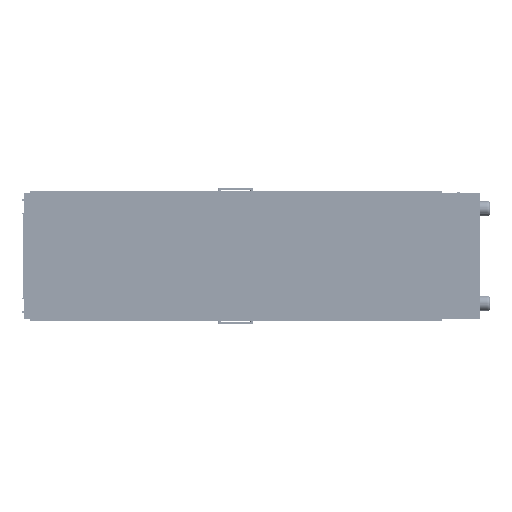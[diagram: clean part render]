
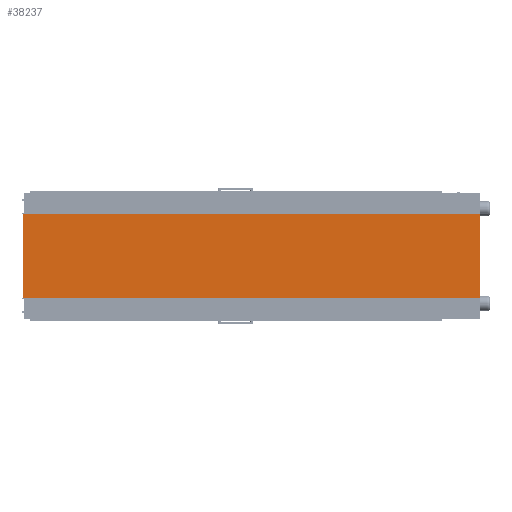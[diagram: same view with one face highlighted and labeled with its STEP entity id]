
A CAD part, left-side view. The second image highlights one B-rep face of the part: STEP entity #38237.
In plain terms, the highlighted planar face has unit normal (-1, 0, 0).
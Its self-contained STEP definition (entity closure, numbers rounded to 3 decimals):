
#20 = PLANE ( 'NONE',  #82306 ) ;
#1279 = DIRECTION ( 'NONE',  ( 0., 0., -1. ) ) ;
#1610 = VERTEX_POINT ( 'NONE', #75073 ) ;
#3662 = VECTOR ( 'NONE', #1279, 1000. ) ;
#3911 = VERTEX_POINT ( 'NONE', #91260 ) ;
#6487 = VERTEX_POINT ( 'NONE', #86584 ) ;
#12180 = VECTOR ( 'NONE', #69623, 1000. ) ;
#13170 = EDGE_CURVE ( 'NONE', #1610, #3911, #40828, .T. ) ;
#13604 = CARTESIAN_POINT ( 'NONE',  ( 2.2, -2.2, 417. ) ) ;
#19084 = CARTESIAN_POINT ( 'NONE',  ( 2.2, -1818., 86. ) ) ;
#19668 = DIRECTION ( 'NONE',  ( 1., 0., 0. ) ) ;
#21685 = ORIENTED_EDGE ( 'NONE', *, *, #30679, .T. ) ;
#29377 = LINE ( 'NONE', #13604, #29653 ) ;
#29653 = VECTOR ( 'NONE', #35629, 1000. ) ;
#30679 = EDGE_CURVE ( 'NONE', #3911, #6487, #29377, .T. ) ;
#35002 = EDGE_CURVE ( 'NONE', #91015, #6487, #74757, .T. ) ;
#35629 = DIRECTION ( 'NONE',  ( 0., 0., -1. ) ) ;
#38237 = ADVANCED_FACE ( 'NONE', ( #71935 ), #20, .F. ) ;
#40828 = LINE ( 'NONE', #91210, #12180 ) ;
#45324 = EDGE_CURVE ( 'NONE', #1610, #91015, #66957, .T. ) ;
#47462 = ORIENTED_EDGE ( 'NONE', *, *, #35002, .F. ) ;
#50336 = DIRECTION ( 'NONE',  ( 0., 0., -1. ) ) ;
#52943 = VECTOR ( 'NONE', #54126, 1000. ) ;
#54126 = DIRECTION ( 'NONE',  ( 0., 1., 0. ) ) ;
#58514 = CARTESIAN_POINT ( 'NONE',  ( 2.2, -1818., 417. ) ) ;
#66957 = LINE ( 'NONE', #89476, #3662 ) ;
#69623 = DIRECTION ( 'NONE',  ( 0., 1., 0. ) ) ;
#71935 = FACE_OUTER_BOUND ( 'NONE', #77677, .T. ) ;
#74757 = LINE ( 'NONE', #76174, #52943 ) ;
#75073 = CARTESIAN_POINT ( 'NONE',  ( 2.2, -1818., 417. ) ) ;
#76037 = ORIENTED_EDGE ( 'NONE', *, *, #13170, .T. ) ;
#76174 = CARTESIAN_POINT ( 'NONE',  ( 2.2, -1818., 86. ) ) ;
#77677 = EDGE_LOOP ( 'NONE', ( #76037, #21685, #47462, #86651 ) ) ;
#82306 = AXIS2_PLACEMENT_3D ( 'NONE', #58514, #19668, #50336 ) ;
#86584 = CARTESIAN_POINT ( 'NONE',  ( 2.2, -2.2, 86. ) ) ;
#86651 = ORIENTED_EDGE ( 'NONE', *, *, #45324, .F. ) ;
#89476 = CARTESIAN_POINT ( 'NONE',  ( 2.2, -1818., 417. ) ) ;
#91015 = VERTEX_POINT ( 'NONE', #19084 ) ;
#91210 = CARTESIAN_POINT ( 'NONE',  ( 2.2, -1818., 417. ) ) ;
#91260 = CARTESIAN_POINT ( 'NONE',  ( 2.2, -2.2, 417. ) ) ;
